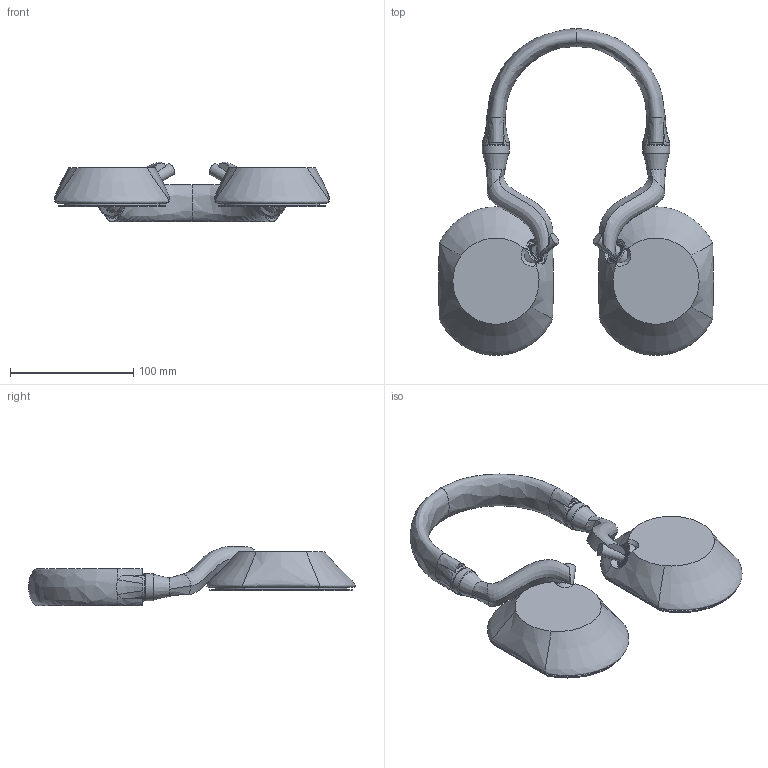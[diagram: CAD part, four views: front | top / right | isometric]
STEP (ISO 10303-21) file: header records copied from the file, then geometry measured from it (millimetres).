
FILE_DESCRIPTION(/* description */ (''),/* implementation_level */ '2;1');
FILE_NAME(/* name */ '2x5 linar mag heaphone v27.step',/* time_stamp */ '2025-09-09T12:35:23+01:00',/* author */ (''),/* organization */ (''),/* preprocessor_version */ 'ST-DEVELOPER v20.1',/* originating_system */ 'Autodesk Translation Framework v14.10.0.0',/* authorisation */ '');
FILE_SCHEMA (('AUTOMOTIVE_DESIGN { 1 0 10303 214 3 1 1 }'));
Products named in the file (24): 2x5 linar mag heaphone; Component1; Component3; Component2; Component7; PCB; Board; Open CASCADE STEP translator 7.5 1.1.1; Component15; Component19; part_object_id_1; part_object_id_1 (1); Component35; Component1(Mirror); Component2(Mirror); Component3(Mirror); Component7(Mirror); PCB_1; Board_1; Open CASCADE STEP translator 7.5 1.1.1_1; Component15(Mirror); Component19(Mirror); part_object_id_1(Mirror); part_object_id_1 (1)(Mirror)
Assembly tree (26 placements, depth 4):
  2x5 linar mag heaphone
    Component1
    Component2  x2
    Component3
    Component7
    PCB
      Board
        Open CASCADE STEP translator 7.5 1.1.1
    Component15
    Component19
    part_object_id_1
    part_object_id_1 (1)
    Component35
    Component1(Mirror)
    Component2(Mirror)  x2
    Component3(Mirror)
    Component7(Mirror)
    PCB_1
      Board_1
        Open CASCADE STEP translator 7.5 1.1.1_1
    Open CASCADE STEP translator 7.5 1.1.1_1
    Component15(Mirror)
    Component19(Mirror)
    part_object_id_1(Mirror)
    part_object_id_1 (1)(Mirror)
Bounding box: 223.36 x 265.36 x 48.1 mm (x, y, z)
Volume: 211011.6 mm3; surface area: 200819.8 mm2
Topology: 64 solids, 64 shells, 1506 faces, 4140 edges, 2730 vertices
Faces by surface type: plane 897, cylinder 333, bspline 134, cone 124, torus 18
Full cylindrical faces by diameter (mm): 2 x12, 2.217 x80, 3.1 x20, 3.5 x8, 4 x18, 4.433 x40, 5 x8, 6 x8, 6.183 x16, 7 x8, 8 x6, 9.19 x4, 10 x2, 10.267 x4, 12.483 x10, 17.517 x8, 18 x2, 19.733 x4, 22 x8
Entity records: 53338 total; most frequent: CARTESIAN_POINT 23559, ORIENTED_EDGE 6412, DIRECTION 5260, EDGE_CURVE 3206, VERTEX_POINT 2138, LINE 1834, VECTOR 1834, AXIS2_PLACEMENT_3D 1713
